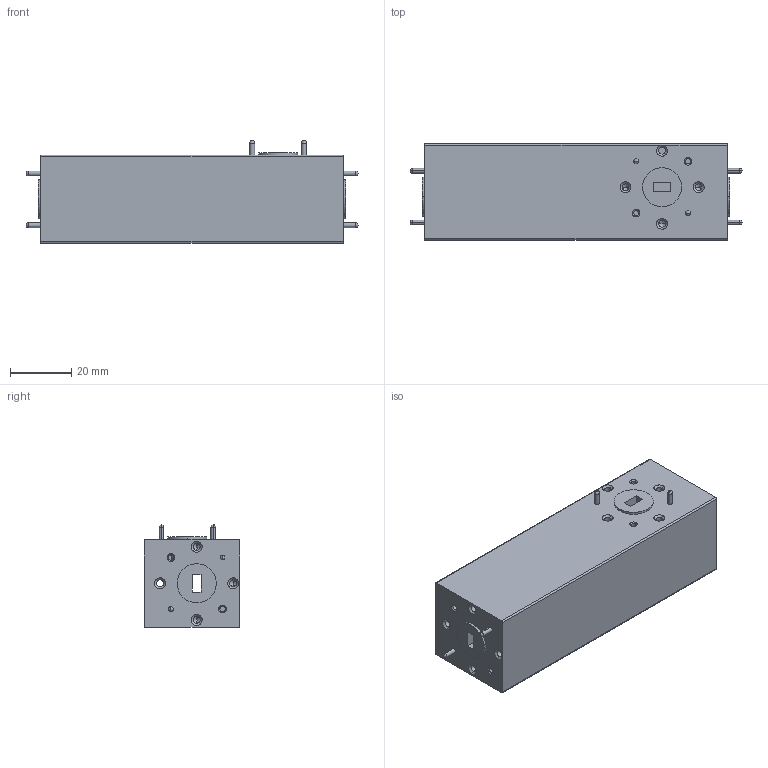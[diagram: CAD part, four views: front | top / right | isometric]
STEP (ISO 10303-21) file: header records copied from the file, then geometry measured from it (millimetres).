
FILE_DESCRIPTION (( 'STEP AP214' ), '1' );
FILE_NAME ('FMW22CP011-30_3D.step', '2024-09-17T22:31:29', ( '' ), ( '' ), 'SwSTEP 2.0', 'SolidWorks 2022', '' );
FILE_SCHEMA (( 'AUTOMOTIVE_DESIGN' ));
Length unit declared in the file: inch
Products named in the file (1): FMW22CP011-30_3D
Bounding box: 108 x 31.2 x 33.4 mm (x, y, z)
Volume: 65013.1 mm3; surface area: 18780.1 mm2
Topology: 1 solids, 1 shells, 571 faces, 1494 edges, 957 vertices
Faces by surface type: plane 354, cylinder 108, cone 54, sphere 23, bspline 20, torus 12
Entity records: 19680 total; most frequent: CARTESIAN_POINT 4722, DIRECTION 3068, ORIENTED_EDGE 2866, EDGE_CURVE 1433, AXIS2_PLACEMENT_3D 1129, VERTEX_POINT 937, LINE 810, VECTOR 810
